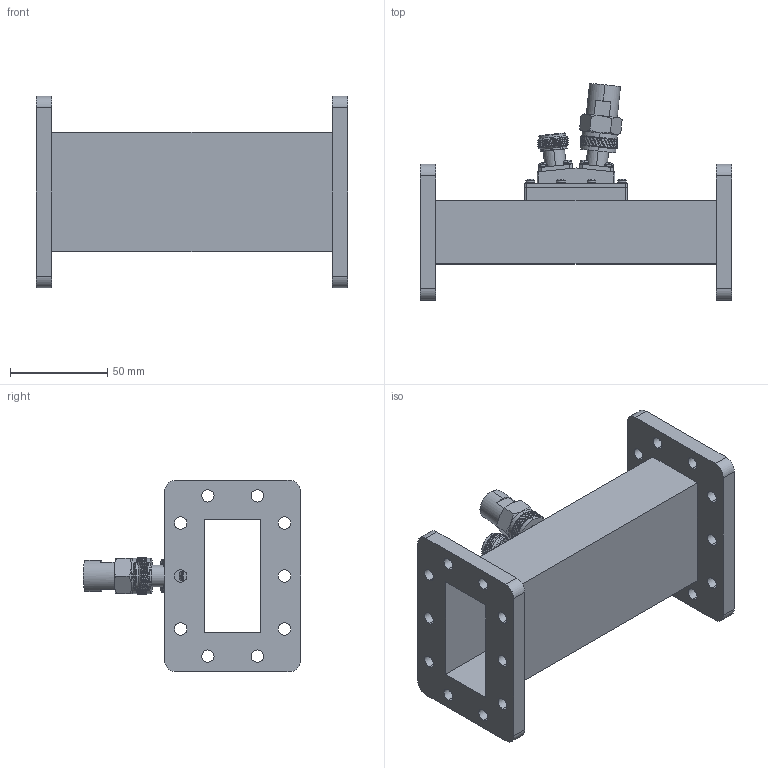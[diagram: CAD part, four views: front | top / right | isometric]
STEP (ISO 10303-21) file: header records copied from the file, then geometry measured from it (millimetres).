
FILE_DESCRIPTION (( 'STEP AP214' ), '1' );
FILE_NAME ('FMWCP1104N-30_3D.step', '2024-05-23T18:03:54', ( '' ), ( '' ), 'SwSTEP 2.0', 'SolidWorks 2022', '' );
FILE_SCHEMA (( 'AUTOMOTIVE_DESIGN' ));
Length unit declared in the file: inch
Products named in the file (7): FMWCP1104N-30_3D; Panel - PEWCP1104N^FMWCP1104N-30; N female^FMWCP1104N-30_No screws; Coaxial Terminal^FMWCP1104N-30; FMWCP1104N-body^FMWCP1104N-30; Washer^FMWCP1104N-30; M2.5x8mm GOST 17473-80^FMWCP1104N-30
Assembly tree (44 placements, depth 2):
  FMWCP1104N-30_3D
    FMWCP1104N-body^FMWCP1104N-30
    Panel - PEWCP1104N^FMWCP1104N-30
    N female^FMWCP1104N-30_No screws
    Coaxial Terminal^FMWCP1104N-30
    Washer^FMWCP1104N-30  x20
    M2.5x8mm GOST 17473-80^FMWCP1104N-30  x20
Bounding box: 160 x 111.6 x 98.4 mm (x, y, z)
Volume: 152463.4 mm3; surface area: 96079.3 mm2
Topology: 44 solids, 44 shells, 1515 faces, 3576 edges, 2201 vertices
Faces by surface type: cylinder 518, bspline 483, plane 407, cone 67, torus 40
Entity records: 37466 total; most frequent: CARTESIAN_POINT 18828, ORIENTED_EDGE 4568, DIRECTION 2397, EDGE_CURVE 2284, VERTEX_POINT 1365, EDGE_LOOP 1071, AXIS2_PLACEMENT_3D 1010, ADVANCED_FACE 964
